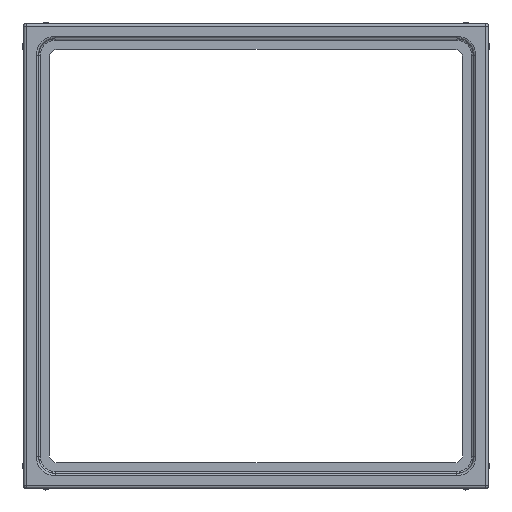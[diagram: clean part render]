
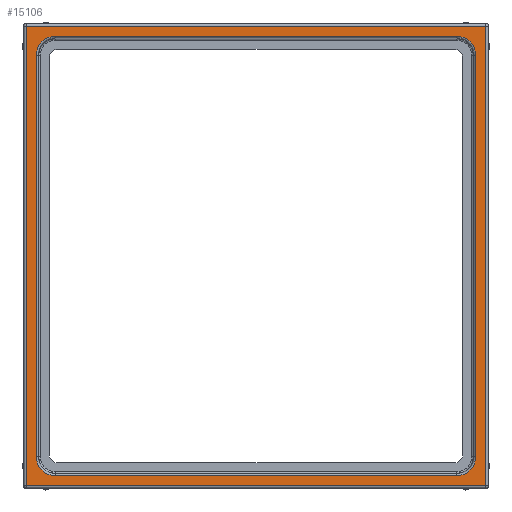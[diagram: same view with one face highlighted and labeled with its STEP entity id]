
A CAD part, top view. The second image highlights one B-rep face of the part: STEP entity #15106.
In plain terms, the highlighted face is planar.
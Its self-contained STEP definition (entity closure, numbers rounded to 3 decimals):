
#3921=DIRECTION('',(-1.,0.,0.));
#3922=VECTOR('',#3921,54.881);
#3923=CARTESIAN_POINT('',(27.44,6.2,27.44));
#3924=LINE('4383',#3923,#3922);
#3928=DIRECTION('',(0.,0.,-1.));
#3929=VECTOR('',#3928,54.881);
#3930=CARTESIAN_POINT('',(-27.44,6.2,27.44));
#3931=LINE('4387',#3930,#3929);
#3935=DIRECTION('',(1.,0.,0.));
#3936=VECTOR('',#3935,54.881);
#3937=CARTESIAN_POINT('',(-27.44,6.2,-27.44));
#3938=LINE('4393',#3937,#3936);
#3942=DIRECTION('',(0.,0.,1.));
#3943=VECTOR('',#3942,54.881);
#3944=CARTESIAN_POINT('',(27.44,6.2,-27.44));
#3945=LINE('4398',#3944,#3943);
#3949=CARTESIAN_POINT('',(-23.95,6.2,23.95));
#3950=DIRECTION('',(0.,1.,0.));
#3951=DIRECTION('',(-1.,0.,0.));
#3952=AXIS2_PLACEMENT_3D('',#3949,#3950,#3951);
#3957=DIRECTION('',(1.,0.,0.));
#3958=VECTOR('',#3957,47.9);
#3959=CARTESIAN_POINT('',(-23.95,6.2,26.237));
#3960=LINE('4893',#3959,#3958);
#3964=CARTESIAN_POINT('',(23.95,6.2,23.95));
#3965=DIRECTION('',(0.,1.,0.));
#3966=DIRECTION('',(0.,0.,1.));
#3967=AXIS2_PLACEMENT_3D('',#3964,#3965,#3966);
#3972=DIRECTION('',(0.,0.,-1.));
#3973=VECTOR('',#3972,47.9);
#3974=CARTESIAN_POINT('',(26.237,6.2,23.95));
#3975=LINE('4897',#3974,#3973);
#3979=CARTESIAN_POINT('',(23.95,6.2,-23.95));
#3980=DIRECTION('',(0.,1.,0.));
#3981=DIRECTION('',(1.,0.,0.));
#3982=AXIS2_PLACEMENT_3D('',#3979,#3980,#3981);
#3987=DIRECTION('',(-1.,0.,0.));
#3988=VECTOR('',#3987,47.9);
#3989=CARTESIAN_POINT('',(23.95,6.2,-26.237));
#3990=LINE('4901',#3989,#3988);
#3994=CARTESIAN_POINT('',(-23.95,6.2,-23.95));
#3995=DIRECTION('',(0.,1.,0.));
#3996=DIRECTION('',(0.,0.,-1.));
#3997=AXIS2_PLACEMENT_3D('',#3994,#3995,#3996);
#4002=DIRECTION('',(0.,0.,1.));
#4003=VECTOR('',#4002,47.9);
#4004=CARTESIAN_POINT('',(-26.237,6.2,-23.95));
#4005=LINE('4905',#4004,#4003);
#11635=CARTESIAN_POINT('',(27.44,6.2,27.44));
#11636=CARTESIAN_POINT('',(-27.44,6.2,27.44));
#11637=VERTEX_POINT('',#11635);
#11638=VERTEX_POINT('',#11636);
#11645=CARTESIAN_POINT('',(-27.44,6.2,-27.44));
#11646=VERTEX_POINT('',#11645);
#11657=CARTESIAN_POINT('',(27.44,6.2,-27.44));
#11658=VERTEX_POINT('',#11657);
#11683=CARTESIAN_POINT('',(-26.237,6.2,23.95));
#11684=CARTESIAN_POINT('',(-23.95,6.2,26.237));
#11685=VERTEX_POINT('',#11683);
#11686=VERTEX_POINT('',#11684);
#11689=CARTESIAN_POINT('',(23.95,6.2,26.237));
#11690=VERTEX_POINT('',#11689);
#11693=CARTESIAN_POINT('',(26.237,6.2,23.95));
#11694=VERTEX_POINT('',#11693);
#11697=CARTESIAN_POINT('',(26.237,6.2,-23.95));
#11698=VERTEX_POINT('',#11697);
#11701=CARTESIAN_POINT('',(23.95,6.2,-26.237));
#11702=VERTEX_POINT('',#11701);
#11705=CARTESIAN_POINT('',(-23.95,6.2,-26.237));
#11706=VERTEX_POINT('',#11705);
#11709=CARTESIAN_POINT('',(-26.237,6.2,-23.95));
#11710=VERTEX_POINT('',#11709);
#15075=CARTESIAN_POINT('',(0.,6.2,0.));
#15076=DIRECTION('',(0.,1.,0.));
#15077=DIRECTION('',(0.,0.,-1.));
#15078=AXIS2_PLACEMENT_3D('',#15075,#15076,#15077);
#15079=PLANE('4283',#15078);
#15080=ORIENTED_EDGE('4383',*,*,#15040,.T.);
#15081=ORIENTED_EDGE('4387',*,*,#15065,.T.);
#15083=ORIENTED_EDGE('4393',*,*,#15082,.T.);
#15085=ORIENTED_EDGE('4398',*,*,#15084,.T.);
#15086=EDGE_LOOP('4283',(#15080,#15081,#15083,#15085));
#15087=FACE_OUTER_BOUND('4283',#15086,.F.);
#15089=ORIENTED_EDGE('4891',*,*,#15088,.T.);
#15091=ORIENTED_EDGE('4893',*,*,#15090,.T.);
#15093=ORIENTED_EDGE('4895',*,*,#15092,.T.);
#15095=ORIENTED_EDGE('4897',*,*,#15094,.T.);
#15097=ORIENTED_EDGE('4899',*,*,#15096,.T.);
#15099=ORIENTED_EDGE('4901',*,*,#15098,.T.);
#15101=ORIENTED_EDGE('4903',*,*,#15100,.T.);
#15103=ORIENTED_EDGE('4905',*,*,#15102,.T.);
#15104=EDGE_LOOP('4283',(#15089,#15091,#15093,#15095,#15097,#15099,#15101,
#15103));
#15105=FACE_BOUND('4283',#15104,.F.);
#15106=ADVANCED_FACE('4283',(#15087,#15105),#15079,.T.);
#3953=CIRCLE('4891',#3952,2.287);
#3968=CIRCLE('4895',#3967,2.287);
#3983=CIRCLE('4899',#3982,2.287);
#3998=CIRCLE('4903',#3997,2.287);
#15040=EDGE_CURVE('4383',#11637,#11638,#3924,.T.);
#15065=EDGE_CURVE('4387',#11638,#11646,#3931,.T.);
#15082=EDGE_CURVE('4393',#11646,#11658,#3938,.T.);
#15084=EDGE_CURVE('4398',#11658,#11637,#3945,.T.);
#15088=EDGE_CURVE('4891',#11685,#11686,#3953,.T.);
#15090=EDGE_CURVE('4893',#11686,#11690,#3960,.T.);
#15092=EDGE_CURVE('4895',#11690,#11694,#3968,.T.);
#15094=EDGE_CURVE('4897',#11694,#11698,#3975,.T.);
#15096=EDGE_CURVE('4899',#11698,#11702,#3983,.T.);
#15098=EDGE_CURVE('4901',#11702,#11706,#3990,.T.);
#15100=EDGE_CURVE('4903',#11706,#11710,#3998,.T.);
#15102=EDGE_CURVE('4905',#11710,#11685,#4005,.T.);
